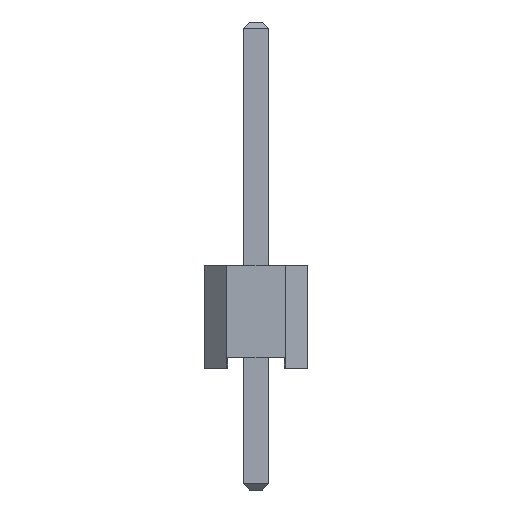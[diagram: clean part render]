
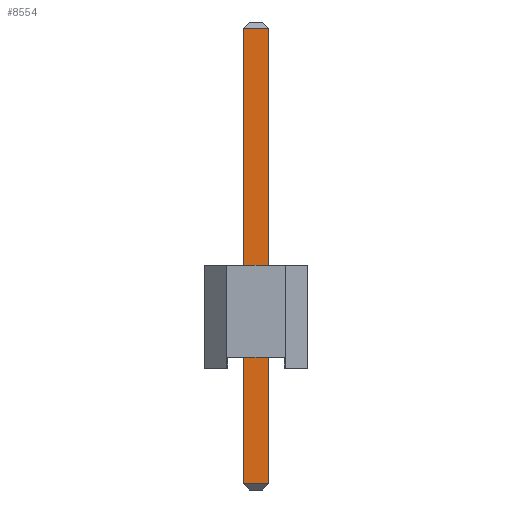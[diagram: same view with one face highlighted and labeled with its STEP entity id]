
A CAD part, left-side view. The second image highlights one B-rep face of the part: STEP entity #8554.
In plain terms, the highlighted planar face has unit normal (-1, 0, 0).
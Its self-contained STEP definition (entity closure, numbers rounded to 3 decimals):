
#118=FACE_OUTER_BOUND('',#650,.T.);
#650=EDGE_LOOP('',(#5681,#5682,#5683,#5684));
#1193=LINE('',#12011,#2409);
#1207=LINE('',#12037,#2423);
#1218=LINE('',#12060,#2434);
#1220=LINE('',#12063,#2436);
#2409=VECTOR('',#9716,10.);
#2423=VECTOR('',#9738,10.);
#2434=VECTOR('',#9761,10.);
#2436=VECTOR('',#9765,10.);
#3613=VERTEX_POINT('',#12009);
#3614=VERTEX_POINT('',#12010);
#3622=VERTEX_POINT('',#12035);
#3626=VERTEX_POINT('',#12048);
#4385=EDGE_CURVE('',#3613,#3614,#1193,.T.);
#4399=EDGE_CURVE('',#3613,#3622,#1207,.T.);
#4410=EDGE_CURVE('',#3626,#3622,#1218,.T.);
#4412=EDGE_CURVE('',#3614,#3626,#1220,.T.);
#5681=ORIENTED_EDGE('',*,*,#4385,.F.);
#5682=ORIENTED_EDGE('',*,*,#4399,.T.);
#5683=ORIENTED_EDGE('',*,*,#4410,.F.);
#5684=ORIENTED_EDGE('',*,*,#4412,.F.);
#8022=PLANE('',#9138);
#8554=ADVANCED_FACE('',(#118),#8022,.T.);
#9138=AXIS2_PLACEMENT_3D('',#12062,#9763,#9764);
#9716=DIRECTION('',(0.,1.,0.));
#9738=DIRECTION('',(0.,0.,1.));
#9761=DIRECTION('',(0.,-1.,0.));
#9763=DIRECTION('center_axis',(-1.,0.,0.));
#9764=DIRECTION('ref_axis',(0.,-1.,0.));
#9765=DIRECTION('',(0.,0.,1.));
#12009=CARTESIAN_POINT('',(-23.18,-0.32,-2.8));
#12010=CARTESIAN_POINT('',(-23.18,0.32,-2.8));
#12011=CARTESIAN_POINT('',(-23.18,0.16,-2.8));
#12035=CARTESIAN_POINT('',(-23.18,-0.32,8.44));
#12037=CARTESIAN_POINT('',(-23.18,-0.32,-2.95));
#12048=CARTESIAN_POINT('',(-23.18,0.32,8.44));
#12060=CARTESIAN_POINT('',(-23.18,0.16,8.44));
#12062=CARTESIAN_POINT('Origin',(-23.18,0.32,-2.95));
#12063=CARTESIAN_POINT('',(-23.18,0.32,-2.95));
